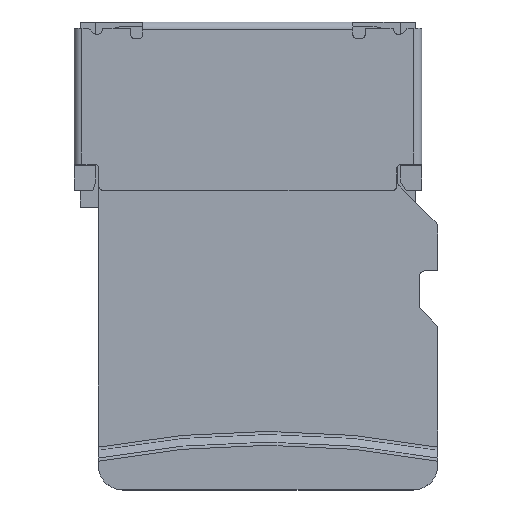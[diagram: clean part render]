
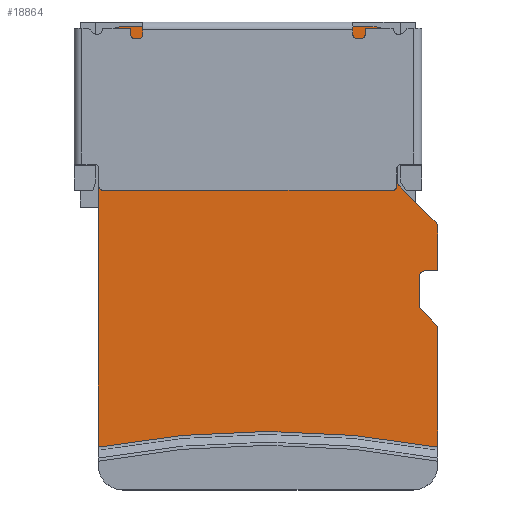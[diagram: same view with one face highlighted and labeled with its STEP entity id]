
A CAD part, top view. The second image highlights one B-rep face of the part: STEP entity #18864.
In plain terms, the highlighted planar face has unit normal (0, 0, 1).
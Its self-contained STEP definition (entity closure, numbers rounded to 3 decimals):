
#167 = LINE ( 'NONE', #2521, #25460 ) ;
#765 = ORIENTED_EDGE ( 'NONE', *, *, #28601, .F. ) ;
#921 = DIRECTION ( 'NONE',  ( 0., 1., 0. ) ) ;
#963 = CARTESIAN_POINT ( 'NONE',  ( 6.091, -3.087, 1.364 ) ) ;
#993 = VERTEX_POINT ( 'NONE', #963 ) ;
#1773 = ORIENTED_EDGE ( 'NONE', *, *, #28607, .F. ) ;
#2208 = ORIENTED_EDGE ( 'NONE', *, *, #5665, .F. ) ;
#2521 = CARTESIAN_POINT ( 'NONE',  ( 6.15, -6.445, 1.364 ) ) ;
#2634 = EDGE_CURVE ( 'NONE', #15640, #14616, #20344, .T. ) ;
#2833 = AXIS2_PLACEMENT_3D ( 'NONE', #15480, #4372, #24554 ) ;
#2930 = VECTOR ( 'NONE', #18285, 1000. ) ;
#3116 = CARTESIAN_POINT ( 'NONE',  ( 5.75, -4.845, 1.364 ) ) ;
#3237 = ORIENTED_EDGE ( 'NONE', *, *, #22007, .F. ) ;
#3318 = CARTESIAN_POINT ( 'NONE',  ( 4.85, -1.762, 1.364 ) ) ;
#3324 = CIRCLE ( 'NONE', #19892, 0.8 ) ;
#3464 = CARTESIAN_POINT ( 'NONE',  ( 5.55, -4.845, 1.364 ) ) ;
#3673 = ORIENTED_EDGE ( 'NONE', *, *, #8258, .F. ) ;
#3750 = LINE ( 'NONE', #14724, #10871 ) ;
#3842 = ORIENTED_EDGE ( 'NONE', *, *, #22683, .F. ) ;
#4085 = VERTEX_POINT ( 'NONE', #22538 ) ;
#4100 = CARTESIAN_POINT ( 'NONE',  ( 5.95, -3.228, 1.364 ) ) ;
#4372 = DIRECTION ( 'NONE',  ( 0., 0., 1. ) ) ;
#4713 = ORIENTED_EDGE ( 'NONE', *, *, #24913, .F. ) ;
#4806 = EDGE_CURVE ( 'NONE', #27709, #15640, #25128, .T. ) ;
#5642 = CARTESIAN_POINT ( 'NONE',  ( 5.75, -5.762, 1.364 ) ) ;
#5665 = EDGE_CURVE ( 'NONE', #17232, #17221, #3324, .T. ) ;
#6471 = AXIS2_PLACEMENT_3D ( 'NONE', #16264, #23538, #25651 ) ;
#6983 = VERTEX_POINT ( 'NONE', #17098 ) ;
#7477 = LINE ( 'NONE', #25015, #2930 ) ;
#7561 = CARTESIAN_POINT ( 'NONE',  ( 5.609, -5.904, 1.364 ) ) ;
#7923 = VERTEX_POINT ( 'NONE', #22194 ) ;
#8164 = VERTEX_POINT ( 'NONE', #18009 ) ;
#8258 = EDGE_CURVE ( 'NONE', #20755, #17232, #15442, .T. ) ;
#8386 = CARTESIAN_POINT ( 'NONE',  ( -4.05, 3.255, 1.364 ) ) ;
#8412 = VERTEX_POINT ( 'NONE', #3318 ) ;
#8420 = CIRCLE ( 'NONE', #15054, 0.2 ) ;
#8782 = LINE ( 'NONE', #8929, #28839 ) ;
#8929 = CARTESIAN_POINT ( 'NONE',  ( 6.15, -3.228, 1.364 ) ) ;
#8996 = EDGE_CURVE ( 'NONE', #14320, #8164, #20023, .T. ) ;
#9212 = DIRECTION ( 'NONE',  ( 0., -1., 0. ) ) ;
#9378 = CARTESIAN_POINT ( 'NONE',  ( -4.05, 2.455, 1.364 ) ) ;
#9668 = DIRECTION ( 'NONE',  ( 0., 0., 1. ) ) ;
#9924 = DIRECTION ( 'NONE',  ( 0., 0., 1. ) ) ;
#9967 = CARTESIAN_POINT ( 'NONE',  ( 5.05, -1.762, 1.364 ) ) ;
#10636 = VECTOR ( 'NONE', #27179, 1000. ) ;
#10776 = EDGE_CURVE ( 'NONE', #14616, #20755, #25874, .T. ) ;
#10871 = VECTOR ( 'NONE', #26035, 1000. ) ;
#11227 = AXIS2_PLACEMENT_3D ( 'NONE', #3116, #12126, #921 ) ;
#11720 = CIRCLE ( 'NONE', #11227, 0.2 ) ;
#12126 = DIRECTION ( 'NONE',  ( 0., 0., 1. ) ) ;
#12366 = ORIENTED_EDGE ( 'NONE', *, *, #8996, .F. ) ;
#12372 = CARTESIAN_POINT ( 'NONE',  ( 6.15, -10.358, 1.364 ) ) ;
#12972 = AXIS2_PLACEMENT_3D ( 'NONE', #5642, #9924, #18823 ) ;
#13117 = EDGE_CURVE ( 'NONE', #24915, #4085, #7477, .T. ) ;
#13135 = DIRECTION ( 'NONE',  ( 0.707, 0.707, 0. ) ) ;
#13581 = VERTEX_POINT ( 'NONE', #26128 ) ;
#13666 = VECTOR ( 'NONE', #18101, 1000. ) ;
#14112 = CIRCLE ( 'NONE', #20765, 0.2 ) ;
#14320 = VERTEX_POINT ( 'NONE', #3464 ) ;
#14328 = PLANE ( 'NONE',  #6471 ) ;
#14423 = CARTESIAN_POINT ( 'NONE',  ( 6.15, -3.228, 1.364 ) ) ;
#14616 = VERTEX_POINT ( 'NONE', #14692 ) ;
#14692 = CARTESIAN_POINT ( 'NONE',  ( -4.85, 2.455, 1.364 ) ) ;
#14724 = CARTESIAN_POINT ( 'NONE',  ( 4.909, -1.904, 1.364 ) ) ;
#14914 = ORIENTED_EDGE ( 'NONE', *, *, #22899, .F. ) ;
#14963 = DIRECTION ( 'NONE',  ( 0.707, -0.707, 0. ) ) ;
#15054 = AXIS2_PLACEMENT_3D ( 'NONE', #9967, #9668, #16359 ) ;
#15442 = LINE ( 'NONE', #28984, #27241 ) ;
#15480 = CARTESIAN_POINT ( 'NONE',  ( 0.65, -39.905, 1.364 ) ) ;
#15632 = DIRECTION ( 'NONE',  ( 0., 0., -1. ) ) ;
#15640 = VERTEX_POINT ( 'NONE', #20983 ) ;
#15748 = CARTESIAN_POINT ( 'NONE',  ( -4.85, -10.358, 1.364 ) ) ;
#15848 = EDGE_LOOP ( 'NONE', ( #21919, #21817, #23578, #765, #1773, #12366, #24907, #19141, #23124, #3237, #4713, #3842, #14914, #2208, #3673, #22555 ) ) ;
#16264 = CARTESIAN_POINT ( 'NONE',  ( 0.65, -3.552, 1.364 ) ) ;
#16359 = DIRECTION ( 'NONE',  ( -1., 0., 0. ) ) ;
#16553 = FACE_OUTER_BOUND ( 'NONE', #15848, .T. ) ;
#17098 = CARTESIAN_POINT ( 'NONE',  ( 4.909, -1.904, 1.364 ) ) ;
#17221 = VERTEX_POINT ( 'NONE', #27019 ) ;
#17232 = VERTEX_POINT ( 'NONE', #25528 ) ;
#17776 = CARTESIAN_POINT ( 'NONE',  ( 5.55, -4.845, 1.364 ) ) ;
#17897 = DIRECTION ( 'NONE',  ( 0., 1., 0. ) ) ;
#17983 = DIRECTION ( 'NONE',  ( -1., 0., 0. ) ) ;
#18009 = CARTESIAN_POINT ( 'NONE',  ( 5.55, -5.762, 1.364 ) ) ;
#18101 = DIRECTION ( 'NONE',  ( 0., 1., 0. ) ) ;
#18285 = DIRECTION ( 'NONE',  ( -1., 0., 0. ) ) ;
#18823 = DIRECTION ( 'NONE',  ( -1., 0., 0. ) ) ;
#18864 = ADVANCED_FACE ( 'NONE', ( #16553 ), #14328, .F. ) ;
#19141 = ORIENTED_EDGE ( 'NONE', *, *, #13117, .F. ) ;
#19892 = AXIS2_PLACEMENT_3D ( 'NONE', #22234, #20135, #17897 ) ;
#20023 = LINE ( 'NONE', #17776, #10636 ) ;
#20135 = DIRECTION ( 'NONE',  ( 0., 0., -1. ) ) ;
#20344 = LINE ( 'NONE', #15748, #13666 ) ;
#20357 = EDGE_CURVE ( 'NONE', #4085, #14320, #11720, .T. ) ;
#20548 = VECTOR ( 'NONE', #14963, 1000. ) ;
#20621 = EDGE_CURVE ( 'NONE', #7923, #27709, #167, .T. ) ;
#20755 = VERTEX_POINT ( 'NONE', #8386 ) ;
#20765 = AXIS2_PLACEMENT_3D ( 'NONE', #4100, #26547, #13135 ) ;
#20983 = CARTESIAN_POINT ( 'NONE',  ( -4.85, -10.358, 1.364 ) ) ;
#21817 = ORIENTED_EDGE ( 'NONE', *, *, #4806, .F. ) ;
#21919 = ORIENTED_EDGE ( 'NONE', *, *, #2634, .F. ) ;
#22007 = EDGE_CURVE ( 'NONE', #993, #28363, #14112, .T. ) ;
#22194 = CARTESIAN_POINT ( 'NONE',  ( 6.15, -6.445, 1.364 ) ) ;
#22234 = CARTESIAN_POINT ( 'NONE',  ( 4.05, 2.455, 1.364 ) ) ;
#22271 = DIRECTION ( 'NONE',  ( 1., 0., 0. ) ) ;
#22428 = CARTESIAN_POINT ( 'NONE',  ( 4.85, 2.455, 1.364 ) ) ;
#22451 = EDGE_CURVE ( 'NONE', #28363, #24915, #8782, .T. ) ;
#22538 = CARTESIAN_POINT ( 'NONE',  ( 5.75, -4.645, 1.364 ) ) ;
#22555 = ORIENTED_EDGE ( 'NONE', *, *, #10776, .F. ) ;
#22683 = EDGE_CURVE ( 'NONE', #8412, #6983, #8420, .T. ) ;
#22899 = EDGE_CURVE ( 'NONE', #17221, #8412, #24674, .T. ) ;
#23124 = ORIENTED_EDGE ( 'NONE', *, *, #22451, .F. ) ;
#23151 = VECTOR ( 'NONE', #29266, 1000. ) ;
#23538 = DIRECTION ( 'NONE',  ( 0., 0., -1. ) ) ;
#23578 = ORIENTED_EDGE ( 'NONE', *, *, #20621, .F. ) ;
#24377 = CIRCLE ( 'NONE', #12972, 0.2 ) ;
#24554 = DIRECTION ( 'NONE',  ( 0.183, 0.983, 0. ) ) ;
#24674 = LINE ( 'NONE', #22428, #23151 ) ;
#24907 = ORIENTED_EDGE ( 'NONE', *, *, #20357, .F. ) ;
#24913 = EDGE_CURVE ( 'NONE', #6983, #993, #3750, .T. ) ;
#24915 = VERTEX_POINT ( 'NONE', #25887 ) ;
#25015 = CARTESIAN_POINT ( 'NONE',  ( 6.15, -4.645, 1.364 ) ) ;
#25128 = CIRCLE ( 'NONE', #2833, 30.054 ) ;
#25389 = AXIS2_PLACEMENT_3D ( 'NONE', #9378, #15632, #17983 ) ;
#25460 = VECTOR ( 'NONE', #27614, 1000. ) ;
#25528 = CARTESIAN_POINT ( 'NONE',  ( 4.05, 3.255, 1.364 ) ) ;
#25651 = DIRECTION ( 'NONE',  ( 0., -1., 0. ) ) ;
#25874 = CIRCLE ( 'NONE', #25389, 0.8 ) ;
#25887 = CARTESIAN_POINT ( 'NONE',  ( 6.15, -4.645, 1.364 ) ) ;
#26035 = DIRECTION ( 'NONE',  ( 0.707, -0.707, 0. ) ) ;
#26128 = CARTESIAN_POINT ( 'NONE',  ( 5.609, -5.904, 1.364 ) ) ;
#26289 = LINE ( 'NONE', #7561, #20548 ) ;
#26547 = DIRECTION ( 'NONE',  ( 0., 0., -1. ) ) ;
#27019 = CARTESIAN_POINT ( 'NONE',  ( 4.85, 2.455, 1.364 ) ) ;
#27179 = DIRECTION ( 'NONE',  ( 0., -1., 0. ) ) ;
#27241 = VECTOR ( 'NONE', #22271, 1000. ) ;
#27614 = DIRECTION ( 'NONE',  ( 0., -1., 0. ) ) ;
#27709 = VERTEX_POINT ( 'NONE', #12372 ) ;
#28363 = VERTEX_POINT ( 'NONE', #14423 ) ;
#28601 = EDGE_CURVE ( 'NONE', #13581, #7923, #26289, .T. ) ;
#28607 = EDGE_CURVE ( 'NONE', #8164, #13581, #24377, .T. ) ;
#28839 = VECTOR ( 'NONE', #9212, 1000. ) ;
#28984 = CARTESIAN_POINT ( 'NONE',  ( -4.05, 3.255, 1.364 ) ) ;
#29266 = DIRECTION ( 'NONE',  ( 0., -1., 0. ) ) ;
